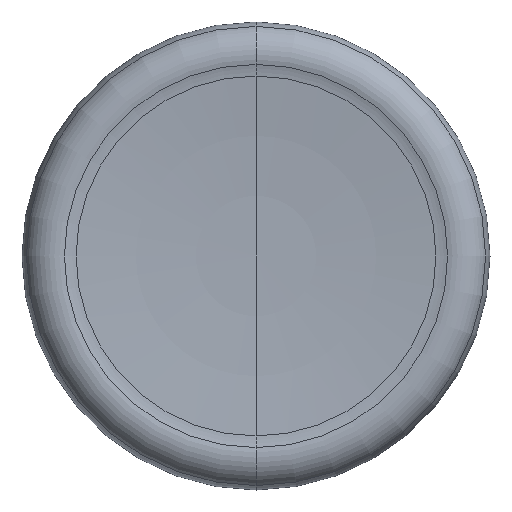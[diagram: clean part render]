
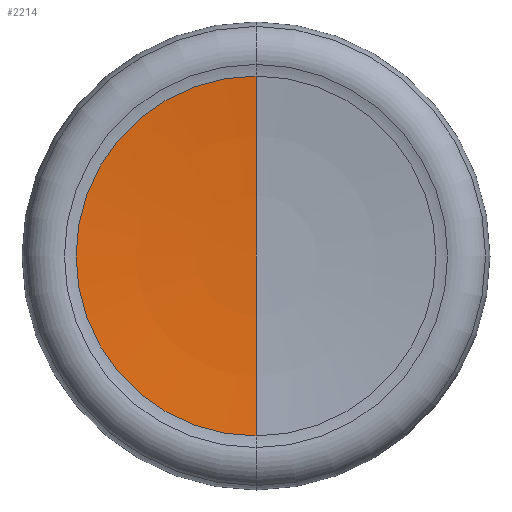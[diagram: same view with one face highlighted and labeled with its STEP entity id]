
A CAD part, front view. The second image highlights one B-rep face of the part: STEP entity #2214.
In plain terms, the highlighted toroidal (fillet/blend) face has major radius 2.984 mm and minor radius 229.158 mm.
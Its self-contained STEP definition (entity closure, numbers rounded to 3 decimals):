
#26 = DIRECTION ( 'NONE',  ( 0., 0., -1. ) ) ;
#46 = CARTESIAN_POINT ( 'NONE',  ( 0., -227.171, 2.984 ) ) ;
#145 = CARTESIAN_POINT ( 'NONE',  ( 0., 0.593, 0. ) ) ;
#164 = DIRECTION ( 'NONE',  ( -1., 0., 0. ) ) ;
#200 = CIRCLE ( 'NONE', #602, 229.158 ) ;
#228 = CIRCLE ( 'NONE', #2453, 28.221 ) ;
#318 = DIRECTION ( 'NONE',  ( 0., 0., -1. ) ) ;
#323 = CIRCLE ( 'NONE', #1198, 229.158 ) ;
#342 = ORIENTED_EDGE ( 'NONE', *, *, #2185, .T. ) ;
#362 = DIRECTION ( 'NONE',  ( 0., 0., 1. ) ) ;
#426 = CARTESIAN_POINT ( 'NONE',  ( 0., -227.171, 0. ) ) ;
#568 = AXIS2_PLACEMENT_3D ( 'NONE', #426, #1366, #1563 ) ;
#586 = CARTESIAN_POINT ( 'NONE',  ( 0., 0.593, 28.221 ) ) ;
#602 = AXIS2_PLACEMENT_3D ( 'NONE', #1140, #164, #362 ) ;
#664 = EDGE_LOOP ( 'NONE', ( #1457, #2079, #342 ) ) ;
#773 = FACE_OUTER_BOUND ( 'NONE', #664, .T. ) ;
#1140 = CARTESIAN_POINT ( 'NONE',  ( 0., -227.171, -2.984 ) ) ;
#1198 = AXIS2_PLACEMENT_3D ( 'NONE', #46, #2170, #26 ) ;
#1241 = EDGE_CURVE ( 'NONE', #2110, #1577, #323, .T. ) ;
#1299 = DIRECTION ( 'NONE',  ( 0., -1., 0. ) ) ;
#1366 = DIRECTION ( 'NONE',  ( 0., -1., 0. ) ) ;
#1418 = EDGE_CURVE ( 'NONE', #2110, #2487, #200, .T. ) ;
#1457 = ORIENTED_EDGE ( 'NONE', *, *, #1418, .F. ) ;
#1563 = DIRECTION ( 'NONE',  ( 0., 0., -1. ) ) ;
#1577 = VERTEX_POINT ( 'NONE', #586 ) ;
#1790 = TOROIDAL_SURFACE ( 'NONE', #568, 2.984, 229.158 ) ;
#2079 = ORIENTED_EDGE ( 'NONE', *, *, #1241, .T. ) ;
#2110 = VERTEX_POINT ( 'NONE', #2257 ) ;
#2170 = DIRECTION ( 'NONE',  ( 1., 0., 0. ) ) ;
#2185 = EDGE_CURVE ( 'NONE', #1577, #2487, #228, .T. ) ;
#2214 = ADVANCED_FACE ( 'NONE', ( #773 ), #1790, .F. ) ;
#2257 = CARTESIAN_POINT ( 'NONE',  ( 0., 1.968, 0. ) ) ;
#2262 = CARTESIAN_POINT ( 'NONE',  ( 0., 0.593, -28.221 ) ) ;
#2453 = AXIS2_PLACEMENT_3D ( 'NONE', #145, #1299, #318 ) ;
#2487 = VERTEX_POINT ( 'NONE', #2262 ) ;
